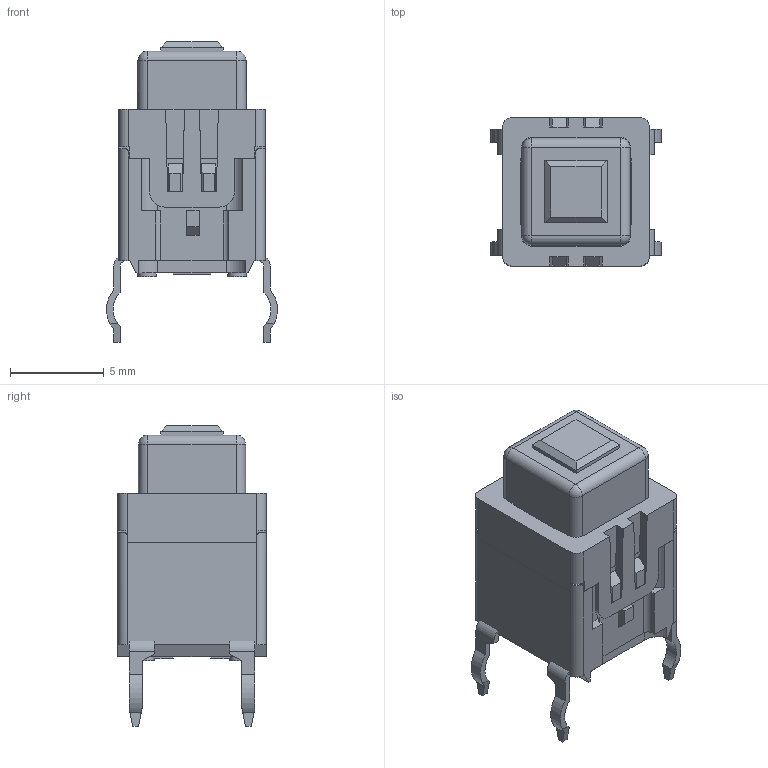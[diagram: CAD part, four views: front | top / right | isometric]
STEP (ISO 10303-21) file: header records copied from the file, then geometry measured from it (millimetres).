
FILE_DESCRIPTION( ( '' ), ' ' );
FILE_NAME( '5b588accc1b2570fb49be2ba.step', '2018-07-25T14:35:57', ( '' ), ( '' ), ' ', ' ', ' ' );
FILE_SCHEMA( ( 'AUTOMOTIVE_DESIGN { 1 0 10303 214 1 1 1 1 }' ) );
Length unit declared in the file: metre
Products named in the file (7): COMPOUND
Bounding box: 9.1 x 7.9 x 16 mm (x, y, z)
Volume: 715.8 mm3; surface area: 892.5 mm2
Topology: 7 solids, 7 shells, 339 faces, 912 edges, 588 vertices
Faces by surface type: plane 275, cylinder 56, sphere 4, cone 4
Full cylindrical faces by diameter (mm): 1 x4
Entity records: 13218 total; most frequent: CARTESIAN_POINT 1838, ORIENTED_EDGE 1808, DIRECTION 1740, EDGE_CURVE 904, LINE 760, VECTOR 760, VERTEX_POINT 588, AXIS2_PLACEMENT_3D 490
